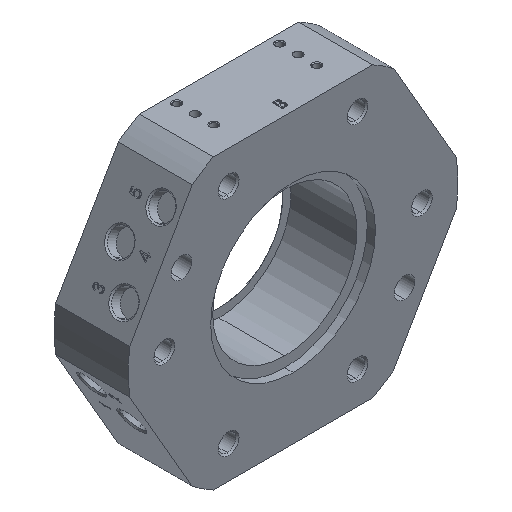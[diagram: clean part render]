
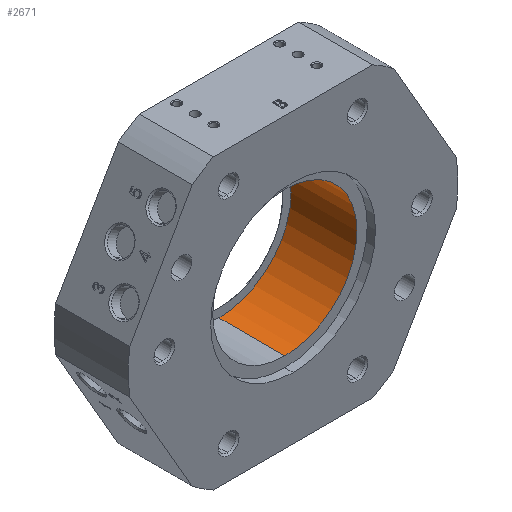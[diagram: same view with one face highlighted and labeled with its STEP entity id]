
A CAD part, isometric view. The second image highlights one B-rep face of the part: STEP entity #2671.
In plain terms, the highlighted cylindrical face has radius 35 mm (diameter 70 mm), a partial arc.
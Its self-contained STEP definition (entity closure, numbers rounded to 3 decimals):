
#597 = DIRECTION ( 'NONE',  ( 0., 0., -1. ) ) ;
#693 = ORIENTED_EDGE ( 'NONE', *, *, #8277, .T. ) ;
#1837 = CARTESIAN_POINT ( 'NONE',  ( 0., 0., -35. ) ) ;
#2386 = CARTESIAN_POINT ( 'NONE',  ( 0., 0., 0. ) ) ;
#2671 = ADVANCED_FACE ( 'NONE', ( #9315 ), #4578, .F. ) ;
#2877 = CIRCLE ( 'NONE', #6176, 35. ) ;
#2979 = CARTESIAN_POINT ( 'NONE',  ( 0., 32., 35. ) ) ;
#3132 = EDGE_CURVE ( 'NONE', #9773, #12228, #11084, .T. ) ;
#3487 = DIRECTION ( 'NONE',  ( 0., -1., 0. ) ) ;
#3659 = ORIENTED_EDGE ( 'NONE', *, *, #7896, .F. ) ;
#3986 = AXIS2_PLACEMENT_3D ( 'NONE', #10414, #4832, #10345 ) ;
#4568 = DIRECTION ( 'NONE',  ( 0., -1., 0. ) ) ;
#4578 = CYLINDRICAL_SURFACE ( 'NONE', #3986, 35. ) ;
#4832 = DIRECTION ( 'NONE',  ( 0., -1., 0. ) ) ;
#4900 = AXIS2_PLACEMENT_3D ( 'NONE', #11103, #4568, #5430 ) ;
#5252 = ORIENTED_EDGE ( 'NONE', *, *, #3132, .F. ) ;
#5430 = DIRECTION ( 'NONE',  ( 0., 0., 1. ) ) ;
#5825 = LINE ( 'NONE', #11282, #8940 ) ;
#6176 = AXIS2_PLACEMENT_3D ( 'NONE', #2386, #3487, #597 ) ;
#6263 = ORIENTED_EDGE ( 'NONE', *, *, #7573, .T. ) ;
#7127 = VERTEX_POINT ( 'NONE', #1837 ) ;
#7182 = CARTESIAN_POINT ( 'NONE',  ( 0., 0., 35. ) ) ;
#7573 = EDGE_CURVE ( 'NONE', #7127, #12228, #2877, .T. ) ;
#7657 = CARTESIAN_POINT ( 'NONE',  ( 0., 32., -35. ) ) ;
#7896 = EDGE_CURVE ( 'NONE', #9886, #9773, #11170, .T. ) ;
#8277 = EDGE_CURVE ( 'NONE', #9886, #7127, #5825, .T. ) ;
#8699 = EDGE_LOOP ( 'NONE', ( #5252, #3659, #693, #6263 ) ) ;
#8940 = VECTOR ( 'NONE', #12318, 1000. ) ;
#9315 = FACE_OUTER_BOUND ( 'NONE', #8699, .T. ) ;
#9773 = VERTEX_POINT ( 'NONE', #2979 ) ;
#9886 = VERTEX_POINT ( 'NONE', #7657 ) ;
#10345 = DIRECTION ( 'NONE',  ( 0., 0., -1. ) ) ;
#10414 = CARTESIAN_POINT ( 'NONE',  ( 0., 40., 0. ) ) ;
#11074 = CARTESIAN_POINT ( 'NONE',  ( 0., 40., 35. ) ) ;
#11084 = LINE ( 'NONE', #11074, #12116 ) ;
#11103 = CARTESIAN_POINT ( 'NONE',  ( 0., 32., 0. ) ) ;
#11170 = CIRCLE ( 'NONE', #4900, 35. ) ;
#11282 = CARTESIAN_POINT ( 'NONE',  ( 0., 40., -35. ) ) ;
#12116 = VECTOR ( 'NONE', #12146, 1000. ) ;
#12146 = DIRECTION ( 'NONE',  ( 0., -1., 0. ) ) ;
#12228 = VERTEX_POINT ( 'NONE', #7182 ) ;
#12318 = DIRECTION ( 'NONE',  ( 0., -1., 0. ) ) ;
